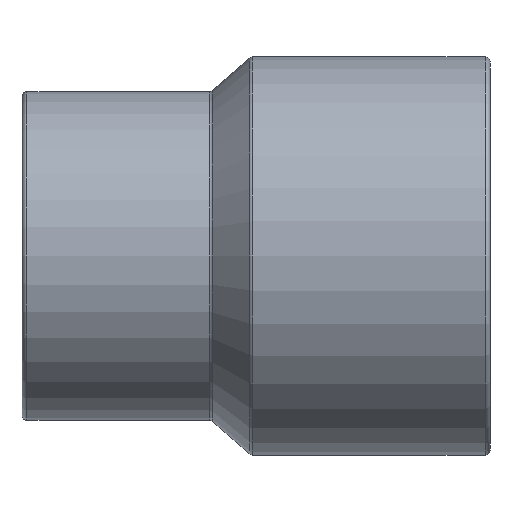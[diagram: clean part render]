
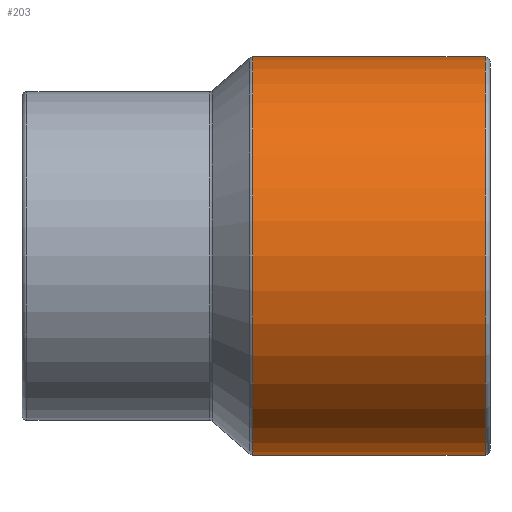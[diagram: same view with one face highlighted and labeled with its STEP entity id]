
A CAD part, front view. The second image highlights one B-rep face of the part: STEP entity #203.
In plain terms, the highlighted cylindrical face has radius 20 mm (diameter 40 mm), a full revolution.
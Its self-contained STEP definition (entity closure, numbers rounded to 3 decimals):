
#19=CYLINDRICAL_SURFACE('',#232,20.);
#35=FACE_BOUND('',#80,.T.);
#53=FACE_OUTER_BOUND('',#79,.T.);
#79=EDGE_LOOP('',(#169));
#80=EDGE_LOOP('',(#170));
#107=CIRCLE('',#231,20.);
#108=CIRCLE('',#233,20.);
#125=VERTEX_POINT('',#350);
#126=VERTEX_POINT('',#353);
#143=EDGE_CURVE('',#125,#125,#107,.T.);
#144=EDGE_CURVE('',#126,#126,#108,.T.);
#169=ORIENTED_EDGE('',*,*,#144,.F.);
#170=ORIENTED_EDGE('',*,*,#143,.F.);
#203=ADVANCED_FACE('',(#53,#35),#19,.T.);
#231=AXIS2_PLACEMENT_3D('',#351,#285,#286);
#232=AXIS2_PLACEMENT_3D('',#352,#287,#288);
#233=AXIS2_PLACEMENT_3D('',#354,#289,#290);
#285=DIRECTION('center_axis',(-1.,0.,0.));
#286=DIRECTION('ref_axis',(0.,1.,0.));
#287=DIRECTION('center_axis',(-1.,0.,0.));
#288=DIRECTION('ref_axis',(0.,-1.,0.));
#289=DIRECTION('center_axis',(1.,0.,0.));
#290=DIRECTION('ref_axis',(0.,1.,0.));
#350=CARTESIAN_POINT('',(-31.716,-20.,0.));
#351=CARTESIAN_POINT('Origin',(-31.716,0.,0.));
#352=CARTESIAN_POINT('Origin',(-19.904,0.,0.));
#353=CARTESIAN_POINT('',(-8.404,-20.,0.));
#354=CARTESIAN_POINT('Origin',(-8.404,0.,0.));
